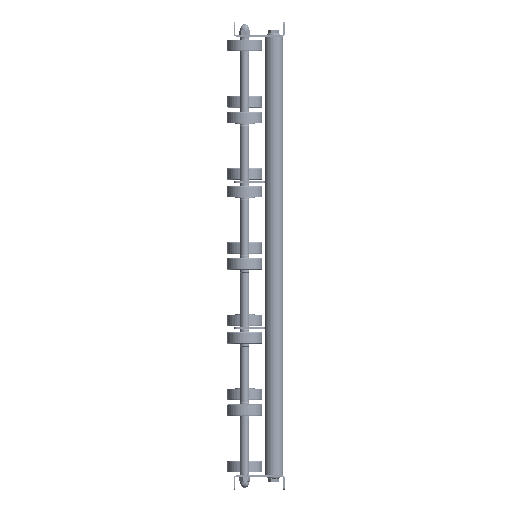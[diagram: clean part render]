
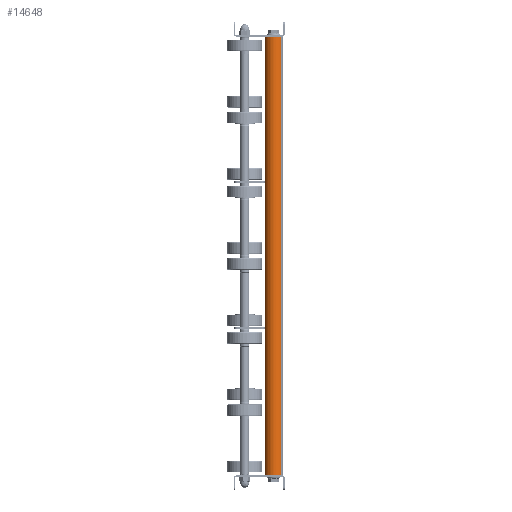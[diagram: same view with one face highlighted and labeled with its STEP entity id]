
A CAD part, left-side view. The second image highlights one B-rep face of the part: STEP entity #14648.
In plain terms, the highlighted cylindrical face has radius 12.5 mm (diameter 25 mm), a partial arc.
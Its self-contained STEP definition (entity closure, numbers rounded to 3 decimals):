
#1431 = CIRCLE ( 'NONE', #4298, 12.5 ) ;
#1762 = EDGE_CURVE ( 'NONE', #10624, #2773, #6978, .T. ) ;
#2773 = VERTEX_POINT ( 'NONE', #4974 ) ;
#2777 = CARTESIAN_POINT ( 'NONE',  ( 599., 0., 0. ) ) ;
#3443 = CARTESIAN_POINT ( 'NONE',  ( 599., 0., 12.5 ) ) ;
#4298 = AXIS2_PLACEMENT_3D ( 'NONE', #11416, #15714, #18092 ) ;
#4397 = AXIS2_PLACEMENT_3D ( 'NONE', #29102, #15602, #27025 ) ;
#4933 = VERTEX_POINT ( 'NONE', #3443 ) ;
#4974 = CARTESIAN_POINT ( 'NONE',  ( 1., 0., -12.5 ) ) ;
#6978 = LINE ( 'NONE', #16023, #22512 ) ;
#10624 = VERTEX_POINT ( 'NONE', #18547 ) ;
#11416 = CARTESIAN_POINT ( 'NONE',  ( 1., 0., 0. ) ) ;
#11541 = ORIENTED_EDGE ( 'NONE', *, *, #27241, .T. ) ;
#12992 = CIRCLE ( 'NONE', #14418, 12.5 ) ;
#14418 = AXIS2_PLACEMENT_3D ( 'NONE', #2777, #25368, #16447 ) ;
#14648 = ADVANCED_FACE ( 'NONE', ( #15749 ), #17835, .T. ) ;
#15030 = EDGE_CURVE ( 'NONE', #4933, #25210, #24744, .T. ) ;
#15602 = DIRECTION ( 'NONE',  ( -1., 0., 0. ) ) ;
#15714 = DIRECTION ( 'NONE',  ( 1., 0., 0. ) ) ;
#15724 = DIRECTION ( 'NONE',  ( -1., 0., 0. ) ) ;
#15749 = FACE_OUTER_BOUND ( 'NONE', #23085, .T. ) ;
#16023 = CARTESIAN_POINT ( 'NONE',  ( 600., 0., -12.5 ) ) ;
#16447 = DIRECTION ( 'NONE',  ( 0., 0., -1. ) ) ;
#16830 = ORIENTED_EDGE ( 'NONE', *, *, #1762, .F. ) ;
#17548 = EDGE_CURVE ( 'NONE', #10624, #4933, #12992, .T. ) ;
#17835 = CYLINDRICAL_SURFACE ( 'NONE', #4397, 12.5 ) ;
#18092 = DIRECTION ( 'NONE',  ( 0., 0., -1. ) ) ;
#18547 = CARTESIAN_POINT ( 'NONE',  ( 599., 0., -12.5 ) ) ;
#18766 = ORIENTED_EDGE ( 'NONE', *, *, #17548, .T. ) ;
#19739 = CARTESIAN_POINT ( 'NONE',  ( 600., 0., 12.5 ) ) ;
#20302 = ORIENTED_EDGE ( 'NONE', *, *, #15030, .T. ) ;
#22512 = VECTOR ( 'NONE', #15724, 1000. ) ;
#23085 = EDGE_LOOP ( 'NONE', ( #16830, #18766, #20302, #11541 ) ) ;
#24744 = LINE ( 'NONE', #19739, #25761 ) ;
#25210 = VERTEX_POINT ( 'NONE', #29212 ) ;
#25368 = DIRECTION ( 'NONE',  ( -1., 0., 0. ) ) ;
#25761 = VECTOR ( 'NONE', #26551, 1000. ) ;
#26551 = DIRECTION ( 'NONE',  ( -1., 0., 0. ) ) ;
#27025 = DIRECTION ( 'NONE',  ( 0., 0., 1. ) ) ;
#27241 = EDGE_CURVE ( 'NONE', #25210, #2773, #1431, .T. ) ;
#29102 = CARTESIAN_POINT ( 'NONE',  ( 600., 0., 0. ) ) ;
#29212 = CARTESIAN_POINT ( 'NONE',  ( 1., 0., 12.5 ) ) ;
